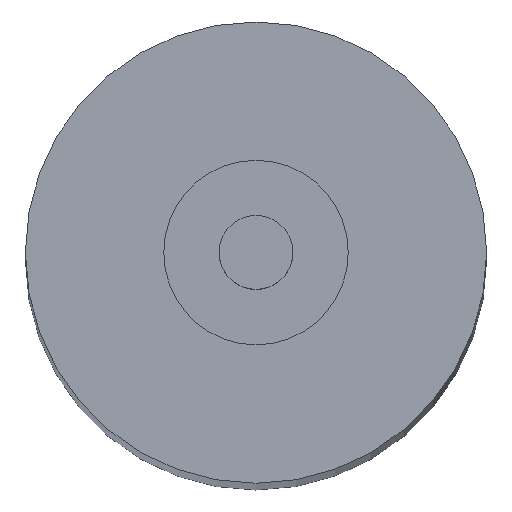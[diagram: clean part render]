
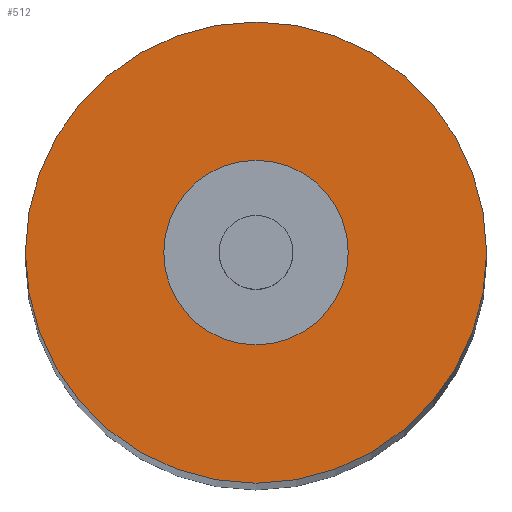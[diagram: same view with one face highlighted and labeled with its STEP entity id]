
A CAD part, top view. The second image highlights one B-rep face of the part: STEP entity #512.
In plain terms, the highlighted planar face has unit normal (0, 0, 1).
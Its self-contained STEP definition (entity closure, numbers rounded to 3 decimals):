
#11 = AXIS2_PLACEMENT_3D ( 'NONE', #431, #229, #507 ) ;
#18 = CARTESIAN_POINT ( 'NONE',  ( -25., 0., 210. ) ) ;
#28 = DIRECTION ( 'NONE',  ( 0., 0., -1. ) ) ;
#47 = DIRECTION ( 'NONE',  ( 1., 0., 0. ) ) ;
#52 = AXIS2_PLACEMENT_3D ( 'NONE', #389, #28, #71 ) ;
#66 = DIRECTION ( 'NONE',  ( 0., 0., -1. ) ) ;
#71 = DIRECTION ( 'NONE',  ( 0., 1., 0. ) ) ;
#74 = VERTEX_POINT ( 'NONE', #18 ) ;
#100 = DIRECTION ( 'NONE',  ( 1., 0., 0. ) ) ;
#103 = DIRECTION ( 'NONE',  ( 1., 0., 0. ) ) ;
#104 = CARTESIAN_POINT ( 'NONE',  ( 0., 0., 210. ) ) ;
#125 = VERTEX_POINT ( 'NONE', #468 ) ;
#138 = DIRECTION ( 'NONE',  ( 0., 0., -1. ) ) ;
#150 = FACE_BOUND ( 'NONE', #300, .T. ) ;
#152 = CARTESIAN_POINT ( 'NONE',  ( 0., 0., 210. ) ) ;
#157 = CARTESIAN_POINT ( 'NONE',  ( 25., 0., 210. ) ) ;
#171 = EDGE_CURVE ( 'NONE', #495, #74, #271, .T. ) ;
#174 = CIRCLE ( 'NONE', #210, 25. ) ;
#188 = ORIENTED_EDGE ( 'NONE', *, *, #222, .F. ) ;
#201 = EDGE_CURVE ( 'NONE', #125, #449, #454, .T. ) ;
#210 = AXIS2_PLACEMENT_3D ( 'NONE', #104, #66, #103 ) ;
#222 = EDGE_CURVE ( 'NONE', #74, #495, #174, .T. ) ;
#229 = DIRECTION ( 'NONE',  ( 0., 0., -1. ) ) ;
#254 = DIRECTION ( 'NONE',  ( 0., 0., 1. ) ) ;
#266 = EDGE_CURVE ( 'NONE', #449, #125, #461, .T. ) ;
#271 = CIRCLE ( 'NONE', #386, 25. ) ;
#291 = FACE_OUTER_BOUND ( 'NONE', #480, .T. ) ;
#300 = EDGE_LOOP ( 'NONE', ( #463, #429 ) ) ;
#368 = ORIENTED_EDGE ( 'NONE', *, *, #171, .F. ) ;
#386 = AXIS2_PLACEMENT_3D ( 'NONE', #392, #138, #100 ) ;
#389 = CARTESIAN_POINT ( 'NONE',  ( 0., 0., 210. ) ) ;
#392 = CARTESIAN_POINT ( 'NONE',  ( 0., 0., 210. ) ) ;
#408 = PLANE ( 'NONE',  #484 ) ;
#429 = ORIENTED_EDGE ( 'NONE', *, *, #266, .T. ) ;
#431 = CARTESIAN_POINT ( 'NONE',  ( 0., 0., 210. ) ) ;
#449 = VERTEX_POINT ( 'NONE', #450 ) ;
#450 = CARTESIAN_POINT ( 'NONE',  ( 0., -10., 210. ) ) ;
#454 = CIRCLE ( 'NONE', #52, 10. ) ;
#461 = CIRCLE ( 'NONE', #11, 10. ) ;
#463 = ORIENTED_EDGE ( 'NONE', *, *, #201, .T. ) ;
#468 = CARTESIAN_POINT ( 'NONE',  ( 0., 10., 210. ) ) ;
#480 = EDGE_LOOP ( 'NONE', ( #368, #188 ) ) ;
#484 = AXIS2_PLACEMENT_3D ( 'NONE', #152, #254, #47 ) ;
#495 = VERTEX_POINT ( 'NONE', #157 ) ;
#507 = DIRECTION ( 'NONE',  ( 0., 1., 0. ) ) ;
#512 = ADVANCED_FACE ( 'NONE', ( #291, #150 ), #408, .T. ) ;
